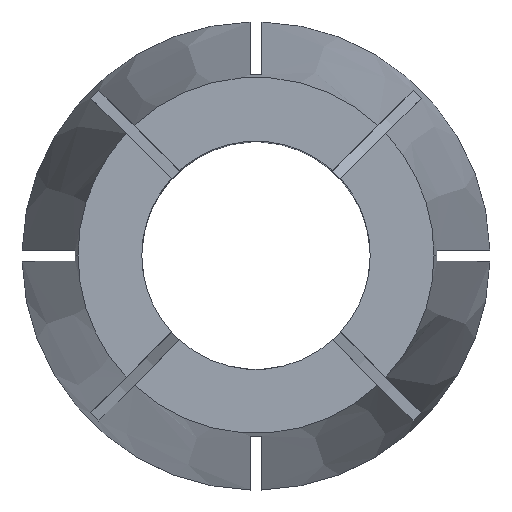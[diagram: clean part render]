
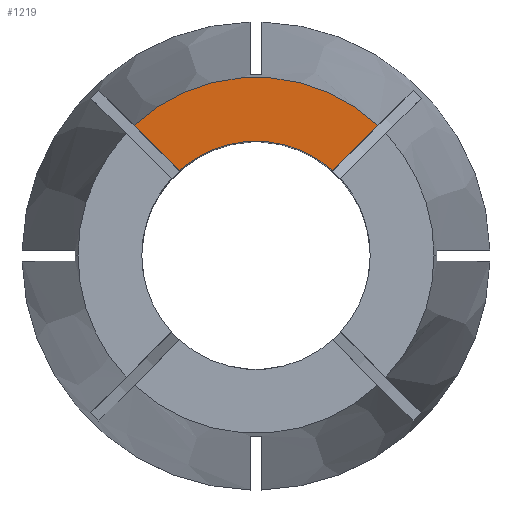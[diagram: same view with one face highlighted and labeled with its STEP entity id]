
A CAD part, top view. The second image highlights one B-rep face of the part: STEP entity #1219.
In plain terms, the highlighted planar face has unit normal (0, 0, 1).
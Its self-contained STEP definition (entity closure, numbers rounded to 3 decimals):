
#51 = CARTESIAN_POINT ( 'NONE',  ( 0., 0., 0. ) ) ;
#200 = DIRECTION ( 'NONE',  ( 0., 0., -1. ) ) ;
#233 = DIRECTION ( 'NONE',  ( 0.707, 0.707, 0. ) ) ;
#312 = CARTESIAN_POINT ( 'NONE',  ( -10.668, 11.376, 0. ) ) ;
#407 = VERTEX_POINT ( 'NONE', #530 ) ;
#426 = DIRECTION ( 'NONE',  ( 0.707, -0.707, 0. ) ) ;
#427 = CIRCLE ( 'NONE', #694, 15.595 ) ;
#478 = CARTESIAN_POINT ( 'NONE',  ( 0.354, 0.354, 0. ) ) ;
#530 = CARTESIAN_POINT ( 'NONE',  ( 6.709, 7.416, 0. ) ) ;
#606 = CARTESIAN_POINT ( 'NONE',  ( 0., 0., 0. ) ) ;
#660 = DIRECTION ( 'NONE',  ( 1., 0., 0. ) ) ;
#694 = AXIS2_PLACEMENT_3D ( 'NONE', #51, #1281, #660 ) ;
#695 = ORIENTED_EDGE ( 'NONE', *, *, #1438, .T. ) ;
#788 = CARTESIAN_POINT ( 'NONE',  ( 0., 0., 0. ) ) ;
#866 = ORIENTED_EDGE ( 'NONE', *, *, #1809, .T. ) ;
#883 = CARTESIAN_POINT ( 'NONE',  ( -0.354, 0.354, 0. ) ) ;
#950 = EDGE_CURVE ( 'NONE', #407, #1073, #1553, .T. ) ;
#961 = PLANE ( 'NONE',  #1739 ) ;
#1073 = VERTEX_POINT ( 'NONE', #1853 ) ;
#1110 = AXIS2_PLACEMENT_3D ( 'NONE', #788, #1118, #1149 ) ;
#1118 = DIRECTION ( 'NONE',  ( 0., 0., 1. ) ) ;
#1123 = VECTOR ( 'NONE', #233, 1000. ) ;
#1139 = VERTEX_POINT ( 'NONE', #312 ) ;
#1149 = DIRECTION ( 'NONE',  ( 1., 0., 0. ) ) ;
#1219 = ADVANCED_FACE ( 'NONE', ( #2026 ), #961, .F. ) ;
#1248 = EDGE_CURVE ( 'NONE', #407, #1965, #1579, .T. ) ;
#1279 = ORIENTED_EDGE ( 'NONE', *, *, #1248, .F. ) ;
#1281 = DIRECTION ( 'NONE',  ( 0., 0., 1. ) ) ;
#1303 = ORIENTED_EDGE ( 'NONE', *, *, #950, .T. ) ;
#1438 = EDGE_CURVE ( 'NONE', #1073, #1139, #427, .T. ) ;
#1494 = CARTESIAN_POINT ( 'NONE',  ( -6.709, 7.416, 0. ) ) ;
#1553 = LINE ( 'NONE', #883, #1123 ) ;
#1579 = CIRCLE ( 'NONE', #1110, 10. ) ;
#1622 = VECTOR ( 'NONE', #426, 1000. ) ;
#1739 = AXIS2_PLACEMENT_3D ( 'NONE', #606, #200, #1948 ) ;
#1809 = EDGE_CURVE ( 'NONE', #1139, #1965, #2022, .T. ) ;
#1853 = CARTESIAN_POINT ( 'NONE',  ( 10.668, 11.376, 0. ) ) ;
#1902 = EDGE_LOOP ( 'NONE', ( #1279, #1303, #695, #866 ) ) ;
#1948 = DIRECTION ( 'NONE',  ( -1., 0., 0. ) ) ;
#1965 = VERTEX_POINT ( 'NONE', #1494 ) ;
#2022 = LINE ( 'NONE', #478, #1622 ) ;
#2026 = FACE_OUTER_BOUND ( 'NONE', #1902, .T. ) ;
